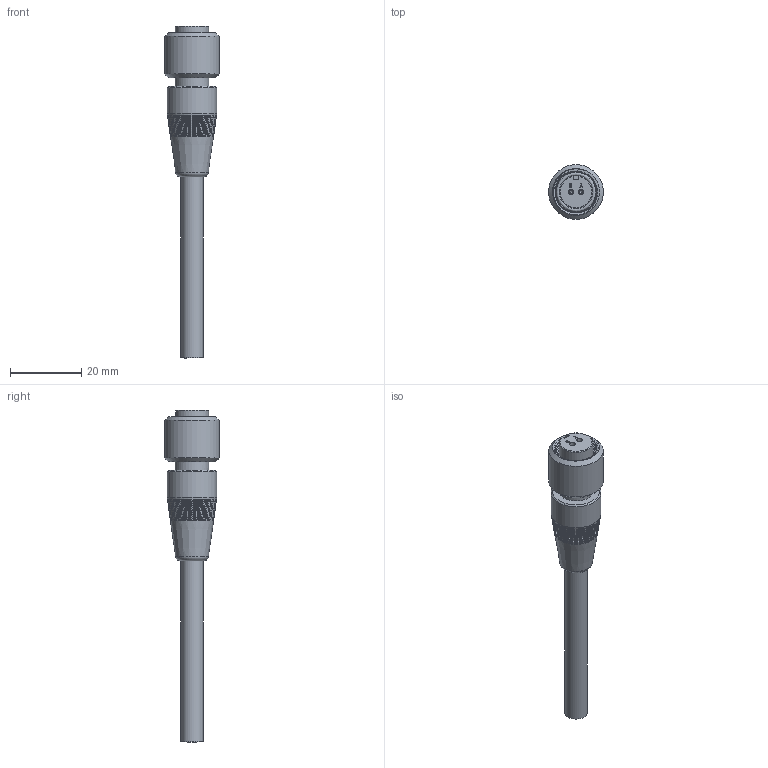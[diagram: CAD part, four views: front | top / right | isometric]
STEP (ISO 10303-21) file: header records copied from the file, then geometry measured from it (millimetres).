
FILE_DESCRIPTION(/* description */ (''),/* implementation_level */ '2;1');
FILE_NAME(/* name */ 'J2P.stp',/* time_stamp */ '2017-05-04T14:45:22-04:00',/* author */ ('aneininger'),/* organization */ (''),/* preprocessor_version */ 'ST-DEVELOPER v16.5',/* originating_system */ 'Autodesk Inventor 2017',/* authorisation */ '');
FILE_SCHEMA (('AUTOMOTIVE_DESIGN { 1 0 10303 214 3 1 1 }'));
Length unit declared in the file: inch
Products named in the file (1): J2P
Bounding box: 15.38 x 15.38 x 93.27 mm (x, y, z)
Volume: 6727.1 mm3; surface area: 4326.8 mm2
Topology: 1 solids, 1 shells, 270 faces, 497 edges, 332 vertices
Faces by surface type: plane 135, cylinder 89, cone 22, bspline 21, torus 3
Full cylindrical faces by diameter (mm): 0.127 x19, 0.203 x38, 1.143 x2, 3.353 x1, 3.988 x1, 4.115 x1, 4.142 x1, 4.267 x1, 6.223 x1, 9.423 x1, 9.677 x1, 11.684 x1, 11.974 x1, 12.119 x1, 12.265 x1, 12.41 x1, 12.555 x1, 12.7 x2, 12.845 x1, 12.99 x1, 13.135 x1, 13.281 x1, 13.426 x1, 13.571 x1, 13.97 x1, 15.382 x1
Entity records: 9382 total; most frequent: CARTESIAN_POINT 4092, DIRECTION 1050, ORIENTED_EDGE 742, EDGE_LOOP 480, AXIS2_PLACEMENT_3D 480, EDGE_CURVE 368, VERTEX_POINT 310, STYLED_ITEM 271
